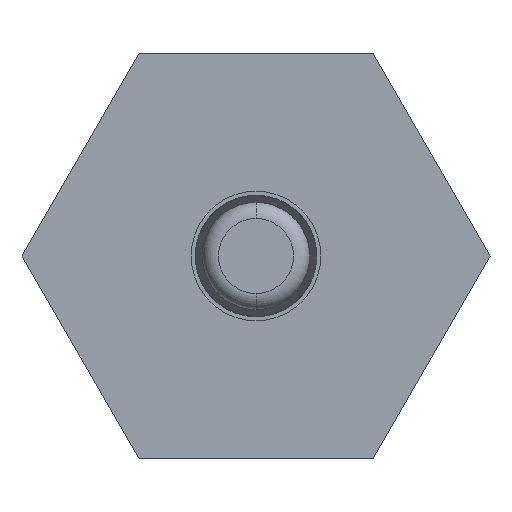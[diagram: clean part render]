
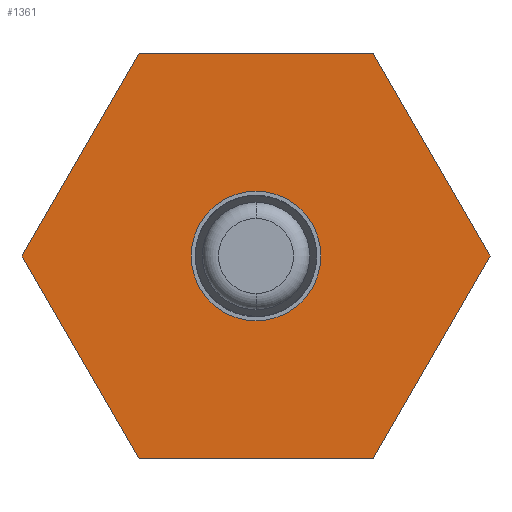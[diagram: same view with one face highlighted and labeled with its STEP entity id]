
A CAD part, front view. The second image highlights one B-rep face of the part: STEP entity #1361.
In plain terms, the highlighted face is planar.
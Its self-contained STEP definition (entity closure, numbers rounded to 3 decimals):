
#6 = PLANE ( 'NONE',  #726 ) ;
#27 = DIRECTION ( 'NONE',  ( 0., 0., -1. ) ) ;
#34 = FACE_OUTER_BOUND ( 'NONE', #705, .T. ) ;
#36 = CARTESIAN_POINT ( 'NONE',  ( 2.887, 11.3, -5. ) ) ;
#63 = VERTEX_POINT ( 'NONE', #676 ) ;
#69 = DIRECTION ( 'NONE',  ( 1., 0., 0. ) ) ;
#81 = VECTOR ( 'NONE', #1031, 1000. ) ;
#124 = LINE ( 'NONE', #748, #428 ) ;
#159 = DIRECTION ( 'NONE',  ( 0., -1., 0. ) ) ;
#178 = VECTOR ( 'NONE', #231, 1000. ) ;
#204 = VECTOR ( 'NONE', #69, 1000. ) ;
#231 = DIRECTION ( 'NONE',  ( -0.5, 0., -0.866 ) ) ;
#319 = EDGE_CURVE ( 'NONE', #1399, #63, #124, .T. ) ;
#368 = CARTESIAN_POINT ( 'NONE',  ( -5.774, 11.3, 0. ) ) ;
#374 = VERTEX_POINT ( 'NONE', #572 ) ;
#394 = VECTOR ( 'NONE', #1202, 1000. ) ;
#428 = VECTOR ( 'NONE', #1493, 1000. ) ;
#505 = LINE ( 'NONE', #1133, #1864 ) ;
#528 = DIRECTION ( 'NONE',  ( 0.5, 0., 0.866 ) ) ;
#572 = CARTESIAN_POINT ( 'NONE',  ( 2.887, 11.3, 5. ) ) ;
#625 = CARTESIAN_POINT ( 'NONE',  ( 2.887, 11.3, -5. ) ) ;
#670 = ORIENTED_EDGE ( 'NONE', *, *, #1137, .T. ) ;
#676 = CARTESIAN_POINT ( 'NONE',  ( -2.887, 11.3, -5. ) ) ;
#705 = EDGE_LOOP ( 'NONE', ( #670, #1593, #1899, #1687, #1201, #813 ) ) ;
#726 = AXIS2_PLACEMENT_3D ( 'NONE', #761, #159, #27 ) ;
#734 = EDGE_CURVE ( 'NONE', #1253, #1399, #1255, .T. ) ;
#748 = CARTESIAN_POINT ( 'NONE',  ( -2.887, 11.3, -5. ) ) ;
#761 = CARTESIAN_POINT ( 'NONE',  ( 8.66, 11.3, 5. ) ) ;
#813 = ORIENTED_EDGE ( 'NONE', *, *, #1155, .T. ) ;
#906 = VERTEX_POINT ( 'NONE', #1664 ) ;
#910 = EDGE_CURVE ( 'NONE', #374, #1253, #1933, .T. ) ;
#1031 = DIRECTION ( 'NONE',  ( -0.5, 0., 0.866 ) ) ;
#1108 = VERTEX_POINT ( 'NONE', #368 ) ;
#1133 = CARTESIAN_POINT ( 'NONE',  ( -2.887, 11.3, 5. ) ) ;
#1137 = EDGE_CURVE ( 'NONE', #906, #374, #1457, .T. ) ;
#1155 = EDGE_CURVE ( 'NONE', #1108, #906, #505, .T. ) ;
#1201 = ORIENTED_EDGE ( 'NONE', *, *, #1208, .T. ) ;
#1202 = DIRECTION ( 'NONE',  ( 0.5, 0., -0.866 ) ) ;
#1208 = EDGE_CURVE ( 'NONE', #63, #1108, #1210, .T. ) ;
#1210 = LINE ( 'NONE', #1530, #81 ) ;
#1253 = VERTEX_POINT ( 'NONE', #1838 ) ;
#1255 = LINE ( 'NONE', #36, #178 ) ;
#1289 = CARTESIAN_POINT ( 'NONE',  ( -2.887, 11.3, 5. ) ) ;
#1361 = ADVANCED_FACE ( 'NONE', ( #34 ), #6, .F. ) ;
#1399 = VERTEX_POINT ( 'NONE', #625 ) ;
#1457 = LINE ( 'NONE', #1289, #204 ) ;
#1493 = DIRECTION ( 'NONE',  ( -1., 0., 0. ) ) ;
#1530 = CARTESIAN_POINT ( 'NONE',  ( -2.887, 11.3, -5. ) ) ;
#1593 = ORIENTED_EDGE ( 'NONE', *, *, #910, .T. ) ;
#1664 = CARTESIAN_POINT ( 'NONE',  ( -2.887, 11.3, 5. ) ) ;
#1687 = ORIENTED_EDGE ( 'NONE', *, *, #319, .T. ) ;
#1814 = CARTESIAN_POINT ( 'NONE',  ( 2.887, 11.3, 5. ) ) ;
#1838 = CARTESIAN_POINT ( 'NONE',  ( 5.774, 11.3, 0. ) ) ;
#1864 = VECTOR ( 'NONE', #528, 1000. ) ;
#1899 = ORIENTED_EDGE ( 'NONE', *, *, #734, .T. ) ;
#1933 = LINE ( 'NONE', #1814, #394 ) ;
